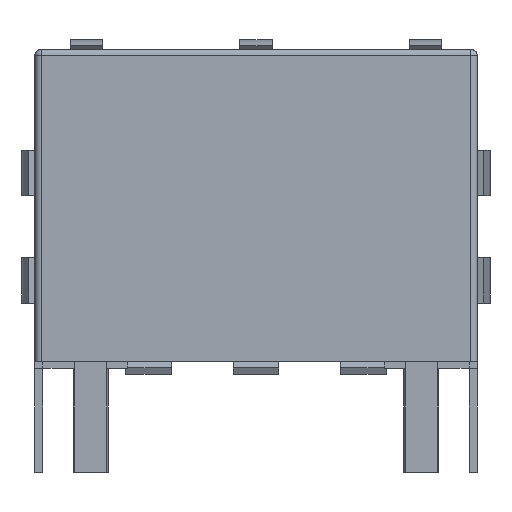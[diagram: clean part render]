
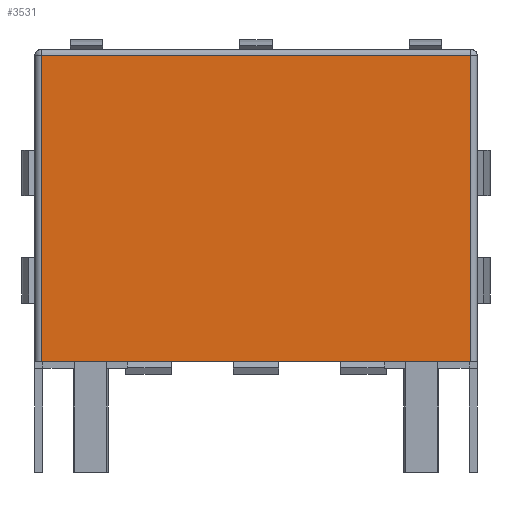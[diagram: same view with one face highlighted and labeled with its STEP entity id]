
A CAD part, left-side view. The second image highlights one B-rep face of the part: STEP entity #3531.
In plain terms, the highlighted planar face has unit normal (-1, 0, 0).
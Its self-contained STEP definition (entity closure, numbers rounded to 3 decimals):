
#321=FACE_OUTER_BOUND('',#567,.T.);
#567=EDGE_LOOP('',(#2543,#2544,#2545,#2546));
#859=LINE('',#5377,#1235);
#862=LINE('',#5381,#1238);
#864=LINE('',#5387,#1240);
#872=LINE('',#5404,#1248);
#1235=VECTOR('',#4311,9.4);
#1238=VECTOR('',#4316,13.19);
#1240=VECTOR('',#4322,9.4);
#1248=VECTOR('',#4340,13.19);
#1587=VERTEX_POINT('',#5357);
#1589=VERTEX_POINT('',#5362);
#1594=VERTEX_POINT('',#5375);
#1595=VERTEX_POINT('',#5383);
#1949=EDGE_CURVE('',#1594,#1589,#859,.T.);
#1952=EDGE_CURVE('',#1589,#1587,#862,.T.);
#1955=EDGE_CURVE('',#1587,#1595,#864,.T.);
#1964=EDGE_CURVE('',#1595,#1594,#872,.T.);
#2543=ORIENTED_EDGE('',*,*,#1949,.F.);
#2544=ORIENTED_EDGE('',*,*,#1964,.F.);
#2545=ORIENTED_EDGE('',*,*,#1955,.F.);
#2546=ORIENTED_EDGE('',*,*,#1952,.F.);
#3327=PLANE('',#3827);
#3531=ADVANCED_FACE('',(#321),#3327,.F.);
#3827=AXIS2_PLACEMENT_3D('',#5405,#4341,#4342);
#4311=DIRECTION('',(0.,0.,1.));
#4316=DIRECTION('',(0.,-1.,0.));
#4322=DIRECTION('',(0.,0.,-1.));
#4340=DIRECTION('',(0.,1.,0.));
#4341=DIRECTION('center_axis',(1.,0.,0.));
#4342=DIRECTION('ref_axis',(0.,0.,-1.));
#5357=CARTESIAN_POINT('',(-0.125,-6.595,9.6));
#5362=CARTESIAN_POINT('',(-0.125,6.595,9.6));
#5375=CARTESIAN_POINT('',(-0.125,6.595,0.2));
#5377=CARTESIAN_POINT('',(-0.125,6.595,5.));
#5381=CARTESIAN_POINT('',(-0.125,0.,9.6));
#5383=CARTESIAN_POINT('',(-0.125,-6.595,0.2));
#5387=CARTESIAN_POINT('',(-0.125,-6.595,5.));
#5404=CARTESIAN_POINT('',(-0.125,0.,0.2));
#5405=CARTESIAN_POINT('Origin',(-0.125,0.,
5.));
